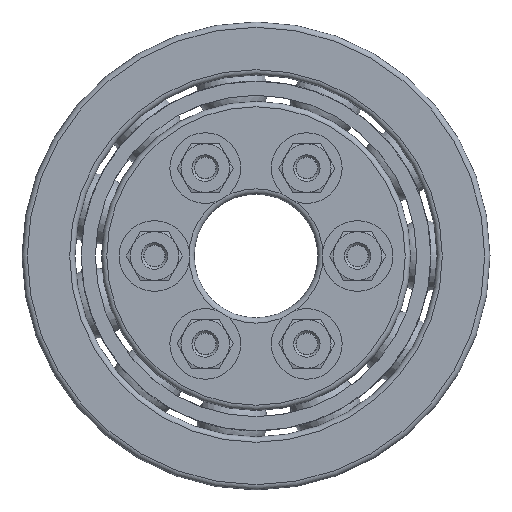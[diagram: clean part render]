
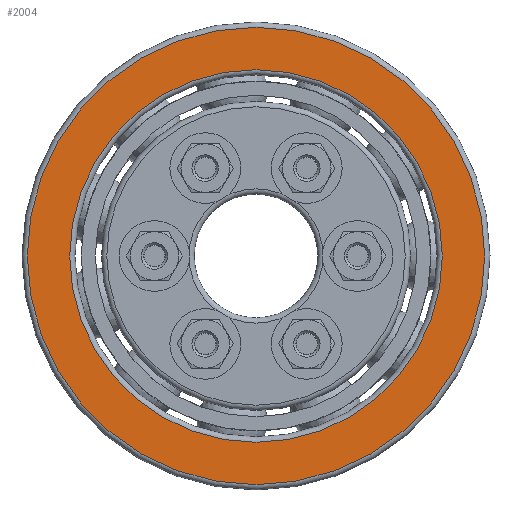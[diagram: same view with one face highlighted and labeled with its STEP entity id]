
A CAD part, front view. The second image highlights one B-rep face of the part: STEP entity #2004.
In plain terms, the highlighted planar face has unit normal (0, -1, 0).
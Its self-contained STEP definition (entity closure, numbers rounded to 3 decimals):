
#412=FACE_BOUND('',#639,.T.);
#487=PLANE('',#2203);
#530=FACE_OUTER_BOUND('',#638,.T.);
#638=EDGE_LOOP('',(#1442));
#639=EDGE_LOOP('',(#1443));
#820=CIRCLE('',#2199,25.9);
#824=CIRCLE('',#2204,21.1);
#960=VERTEX_POINT('',#3122);
#963=VERTEX_POINT('',#3130);
#1161=EDGE_CURVE('',#960,#960,#820,.T.);
#1165=EDGE_CURVE('',#963,#963,#824,.T.);
#1442=ORIENTED_EDGE('',*,*,#1161,.F.);
#1443=ORIENTED_EDGE('',*,*,#1165,.F.);
#2004=ADVANCED_FACE('',(#530,#412),#487,.T.);
#2199=AXIS2_PLACEMENT_3D('',#3123,#2484,#2485);
#2203=AXIS2_PLACEMENT_3D('',#3129,#2492,#2493);
#2204=AXIS2_PLACEMENT_3D('',#3131,#2494,#2495);
#2484=DIRECTION('center_axis',(0.,1.,0.));
#2485=DIRECTION('ref_axis',(-1.,0.,0.));
#2492=DIRECTION('center_axis',(0.,-1.,
0.));
#2493=DIRECTION('ref_axis',(0.,0.,-1.));
#2494=DIRECTION('center_axis',(0.,-1.,
0.));
#2495=DIRECTION('ref_axis',(-1.,0.,0.));
#3122=CARTESIAN_POINT('',(0.,-5.5,25.9));
#3123=CARTESIAN_POINT('Origin',(0.,-5.5,0.));
#3129=CARTESIAN_POINT('Origin',(20.5,-5.5,0.));
#3130=CARTESIAN_POINT('',(0.,-5.5,21.1));
#3131=CARTESIAN_POINT('Origin',(0.,-5.5,0.));
